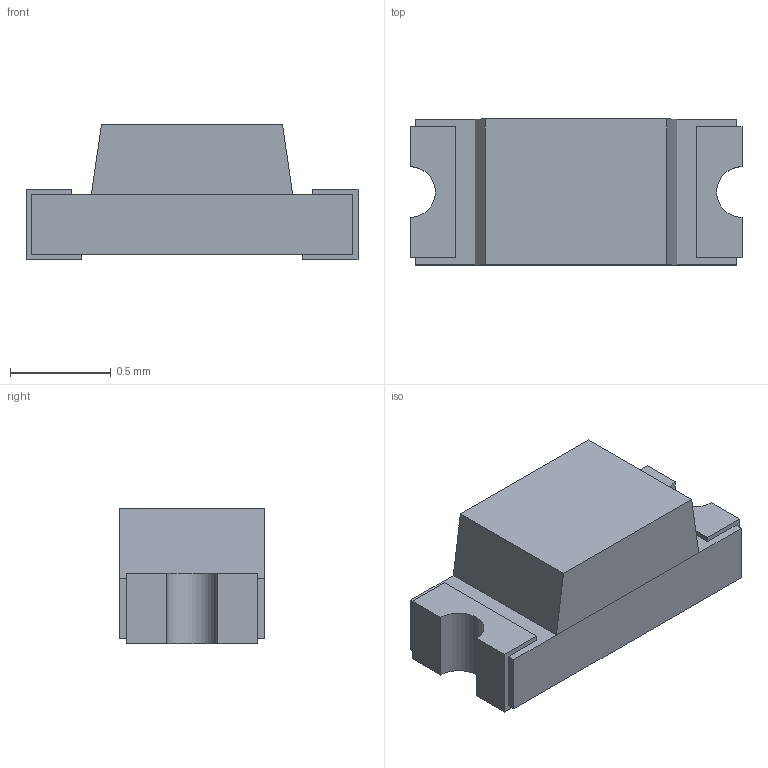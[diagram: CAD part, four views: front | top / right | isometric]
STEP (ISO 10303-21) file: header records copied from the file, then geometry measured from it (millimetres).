
FILE_DESCRIPTION(('FreeCAD Model'),'2;1');
FILE_NAME('LED_0603.step', '2017-07-30T23:21:37',('kicad StepUp'),('ksu MCAD'), 'Open CASCADE STEP processor 7.1','FreeCAD','Unknown');
FILE_SCHEMA(('AUTOMOTIVE_DESIGN_CC2 { 1 2 10303 214 -1 1 5 4 }'));
Length unit declared in the file: millimetre
Products named in the file (1): LED_0603
Bounding box: 1.65 x 0.72 x 0.68 mm (x, y, z)
Volume: 0.6 mm3; surface area: 5.2 mm2
Topology: 1 solids, 5 shells, 52 faces, 122 edges, 80 vertices
Faces by surface type: plane 42, cylinder 10
Entity records: 1844 total; most frequent: CARTESIAN_POINT 255, DIRECTION 248, ORIENTED_EDGE 244, EDGE_CURVE 122, LINE 102, VECTOR 102, VERTEX_POINT 80, AXIS2_PLACEMENT_3D 73
